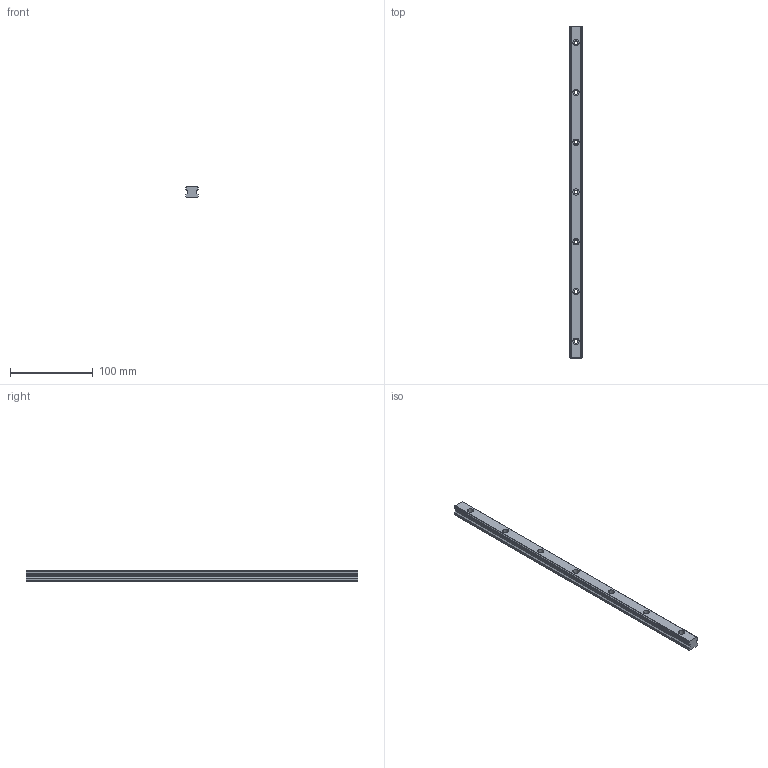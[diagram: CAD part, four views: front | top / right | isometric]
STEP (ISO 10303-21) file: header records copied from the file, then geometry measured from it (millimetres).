
FILE_DESCRIPTION (( 'STEP AP203' ), '1' );
FILE_NAME ('H15-400L.step', '2021-02-18T17:45:17', ( '' ), ( '' ), 'SwSTEP 2.0', 'SolidWorks 2019', '' );
FILE_SCHEMA (( 'CONFIG_CONTROL_DESIGN' ));
Length unit declared in the file: millimetre
Products named in the file (1): H15-400L
Bounding box: 15 x 400 x 13 mm (x, y, z)
Volume: 66804.1 mm3; surface area: 24518.4 mm2
Topology: 1 solids, 1 shells, 69 faces, 180 edges, 120 vertices
Faces by surface type: cylinder 46, plane 23
Entity records: 2271 total; most frequent: DIRECTION 412, CARTESIAN_POINT 370, ORIENTED_EDGE 360, EDGE_CURVE 180, AXIS2_PLACEMENT_3D 162, VERTEX_POINT 120, CIRCLE 92, EDGE_LOOP 90
